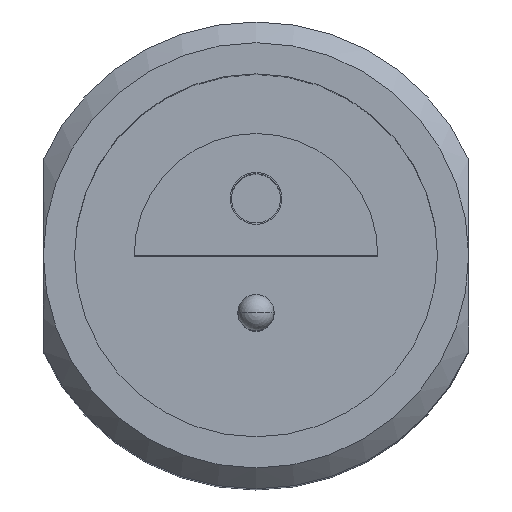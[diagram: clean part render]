
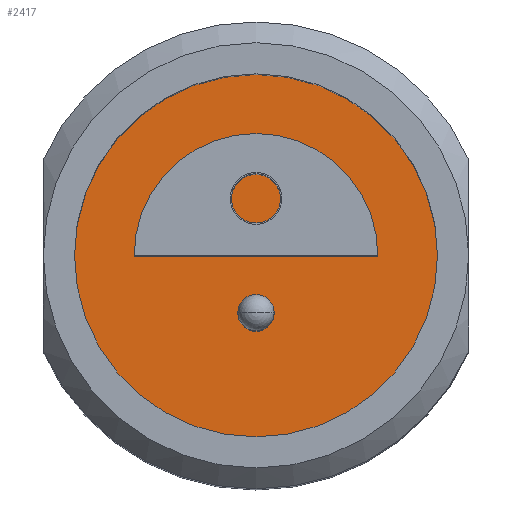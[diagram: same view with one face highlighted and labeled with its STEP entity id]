
A CAD part, top view. The second image highlights one B-rep face of the part: STEP entity #2417.
In plain terms, the highlighted planar face has unit normal (0, 0, 1).
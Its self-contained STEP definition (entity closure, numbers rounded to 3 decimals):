
#1903=CARTESIAN_POINT('',(3.5,0.,9.5));
#1904=VERTEX_POINT('',#1903);
#1920=CARTESIAN_POINT('',(-3.5,0.,9.5));
#1921=VERTEX_POINT('',#1920);
#1928=CARTESIAN_POINT('',(0.0,0.,9.5));
#1929=DIRECTION('',(0.0,0.0,-1.0));
#1930=DIRECTION('',(1.0,0.0,0.0));
#1931=AXIS2_PLACEMENT_3D('',#1928,#1929,#1930);
#1932=CIRCLE('',#1931,3.5);
#1933=EDGE_CURVE('',#1921,#1904,#1932,.T.);
#2402=CARTESIAN_POINT('',(0.0,0.,9.5));
#2403=DIRECTION('',(0.0,0.0,-1.0));
#2404=DIRECTION('',(1.0,0.0,0.0));
#2405=AXIS2_PLACEMENT_3D('',#2402,#2403,#2404);
#2406=PLANE('',#2405);
#2407=CARTESIAN_POINT('',(0.0,0.,9.5));
#2408=DIRECTION('',(0.0,0.0,-1.0));
#2409=DIRECTION('',(1.0,0.0,0.0));
#2410=AXIS2_PLACEMENT_3D('',#2407,#2408,#2409);
#2411=CIRCLE('',#2410,3.5);
#2412=EDGE_CURVE('',#1904,#1921,#2411,.T.);
#2413=ORIENTED_EDGE('',*,*,#2412,.F.);
#2414=ORIENTED_EDGE('',*,*,#1933,.F.);
#2415=EDGE_LOOP('',(#2413,#2414));
#2416=FACE_OUTER_BOUND('',#2415,.T.);
#2417=ADVANCED_FACE('',(#2416),#2406,.F.);
